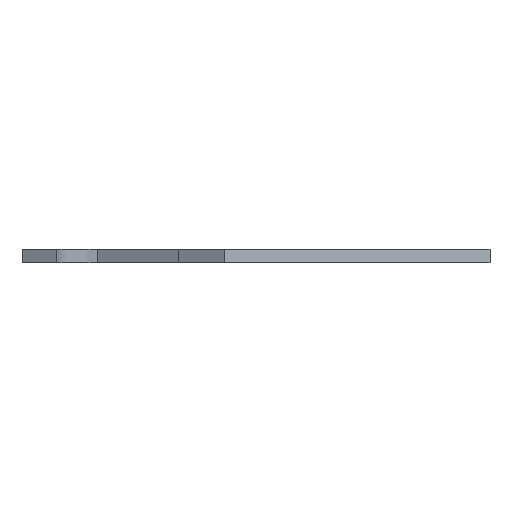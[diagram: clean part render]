
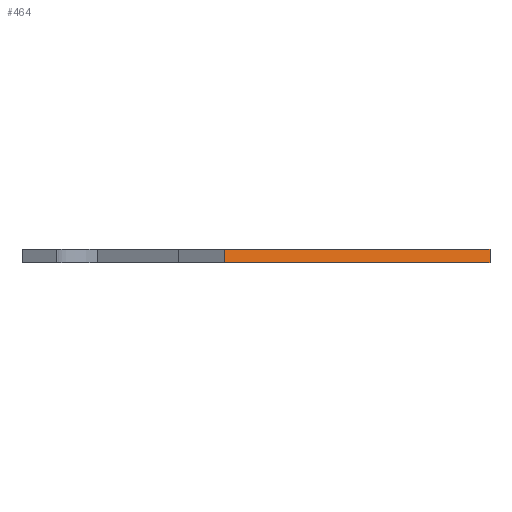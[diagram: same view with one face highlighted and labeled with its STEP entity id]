
A CAD part, front view. The second image highlights one B-rep face of the part: STEP entity #464.
In plain terms, the highlighted planar face has unit normal (0.5, -0.866, 0).
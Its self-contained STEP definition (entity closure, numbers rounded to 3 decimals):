
#24=PLANE('',#499);
#47=FACE_OUTER_BOUND('',#71,.T.);
#71=EDGE_LOOP('',(#350,#351,#352,#353));
#98=LINE('',#827,#156);
#105=LINE('',#964,#163);
#109=LINE('',#971,#167);
#110=LINE('',#972,#168);
#156=VECTOR('',#532,1.);
#163=VECTOR('',#543,1.);
#167=VECTOR('',#549,1.);
#168=VECTOR('',#550,1.);
#222=VERTEX_POINT('',#824);
#223=VERTEX_POINT('',#826);
#230=VERTEX_POINT('',#962);
#231=VERTEX_POINT('',#963);
#268=EDGE_CURVE('',#223,#222,#98,.T.);
#277=EDGE_CURVE('',#230,#231,#105,.T.);
#281=EDGE_CURVE('',#230,#223,#109,.T.);
#282=EDGE_CURVE('',#231,#222,#110,.T.);
#350=ORIENTED_EDGE('',*,*,#277,.F.);
#351=ORIENTED_EDGE('',*,*,#281,.T.);
#352=ORIENTED_EDGE('',*,*,#268,.T.);
#353=ORIENTED_EDGE('',*,*,#282,.F.);
#464=ADVANCED_FACE('',(#47),#24,.F.);
#499=AXIS2_PLACEMENT_3D('',#970,#547,#548);
#532=DIRECTION('',(0.,0.,1.));
#543=DIRECTION('',(0.,0.,1.));
#547=DIRECTION('center_axis',(-0.5,0.866,0.));
#548=DIRECTION('ref_axis',(0.866,0.5,0.));
#549=DIRECTION('',(0.866,0.5,0.));
#550=DIRECTION('',(0.866,0.5,0.));
#824=CARTESIAN_POINT('',(417.707,250.575,19.6));
#826=CARTESIAN_POINT('',(417.707,250.575,10.6));
#827=CARTESIAN_POINT('',(417.707,250.575,10.6));
#962=CARTESIAN_POINT('',(244.065,150.323,10.6));
#963=CARTESIAN_POINT('',(244.065,150.323,19.6));
#964=CARTESIAN_POINT('',(244.065,150.323,10.6));
#970=CARTESIAN_POINT('Origin',(244.065,150.323,10.6));
#971=CARTESIAN_POINT('',(244.065,150.323,10.6));
#972=CARTESIAN_POINT('',(244.065,150.323,19.6));
